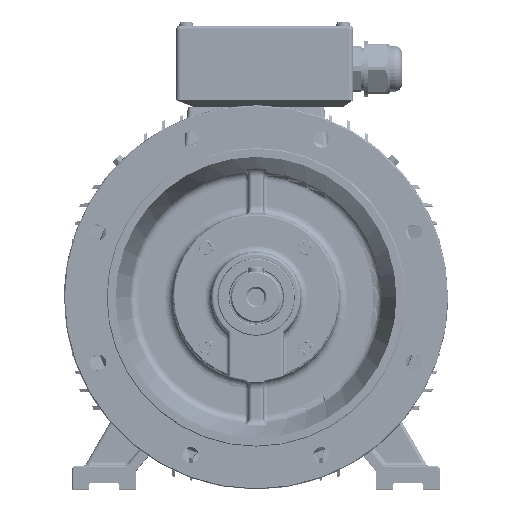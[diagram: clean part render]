
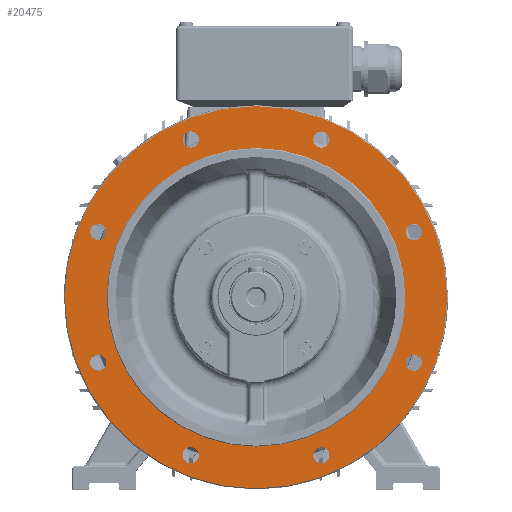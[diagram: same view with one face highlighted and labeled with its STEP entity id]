
A CAD part, top view. The second image highlights one B-rep face of the part: STEP entity #20475.
In plain terms, the highlighted planar face has unit normal (0, 0, 1).
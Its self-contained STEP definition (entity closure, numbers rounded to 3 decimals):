
#13618=FACE_BOUND('',#40746,.T.);
#13619=FACE_BOUND('',#40747,.T.);
#13620=FACE_BOUND('',#40748,.T.);
#13621=FACE_BOUND('',#40749,.T.);
#13622=FACE_BOUND('',#40750,.T.);
#13623=FACE_BOUND('',#40751,.T.);
#13624=FACE_BOUND('',#40752,.T.);
#13625=FACE_BOUND('',#40753,.T.);
#13626=FACE_BOUND('',#40754,.T.);
#13627=FACE_BOUND('',#40755,.T.);
#15696=PLANE('',#168705);
#20475=ADVANCED_FACE('',(#13618,#13619,#13620,#13621,#13622,#13623,#13624,
#13625,#13626,#13627),#15696,.F.);
#40746=EDGE_LOOP('',(#82488,#82489));
#40747=EDGE_LOOP('',(#82490,#82491));
#40748=EDGE_LOOP('',(#82492,#82493));
#40749=EDGE_LOOP('',(#82494,#82495));
#40750=EDGE_LOOP('',(#82496,#82497));
#40751=EDGE_LOOP('',(#82498,#82499));
#40752=EDGE_LOOP('',(#82500,#82501));
#40753=EDGE_LOOP('',(#82502,#82503));
#40754=EDGE_LOOP('',(#82504,#82505));
#40755=EDGE_LOOP('',(#82506,#82507));
#82488=ORIENTED_EDGE('',*,*,#139053,.T.);
#82489=ORIENTED_EDGE('',*,*,#138461,.T.);
#82490=ORIENTED_EDGE('',*,*,#139054,.F.);
#82491=ORIENTED_EDGE('',*,*,#138542,.F.);
#82492=ORIENTED_EDGE('',*,*,#139055,.F.);
#82493=ORIENTED_EDGE('',*,*,#138546,.F.);
#82494=ORIENTED_EDGE('',*,*,#139056,.F.);
#82495=ORIENTED_EDGE('',*,*,#138549,.F.);
#82496=ORIENTED_EDGE('',*,*,#139057,.F.);
#82497=ORIENTED_EDGE('',*,*,#138553,.F.);
#82498=ORIENTED_EDGE('',*,*,#139058,.F.);
#82499=ORIENTED_EDGE('',*,*,#138557,.F.);
#82500=ORIENTED_EDGE('',*,*,#139059,.F.);
#82501=ORIENTED_EDGE('',*,*,#138561,.F.);
#82502=ORIENTED_EDGE('',*,*,#139060,.F.);
#82503=ORIENTED_EDGE('',*,*,#138565,.F.);
#82504=ORIENTED_EDGE('',*,*,#139061,.F.);
#82505=ORIENTED_EDGE('',*,*,#138569,.F.);
#82506=ORIENTED_EDGE('',*,*,#138599,.F.);
#82507=ORIENTED_EDGE('',*,*,#139052,.F.);
#121909=VERTEX_POINT('',#250775);
#121910=VERTEX_POINT('',#250776);
#121988=VERTEX_POINT('',#251180);
#121989=VERTEX_POINT('',#251182);
#121992=VERTEX_POINT('',#251189);
#121993=VERTEX_POINT('',#251191);
#121994=VERTEX_POINT('',#251195);
#121995=VERTEX_POINT('',#251197);
#121998=VERTEX_POINT('',#251204);
#121999=VERTEX_POINT('',#251206);
#122002=VERTEX_POINT('',#251213);
#122003=VERTEX_POINT('',#251215);
#122006=VERTEX_POINT('',#251222);
#122007=VERTEX_POINT('',#251224);
#122010=VERTEX_POINT('',#251231);
#122011=VERTEX_POINT('',#251233);
#122014=VERTEX_POINT('',#251240);
#122015=VERTEX_POINT('',#251242);
#122038=VERTEX_POINT('',#251371);
#122039=VERTEX_POINT('',#251372);
#138461=EDGE_CURVE('',#121909,#121910,#158776,.T.);
#138542=EDGE_CURVE('',#121988,#121989,#158798,.T.);
#138546=EDGE_CURVE('',#121992,#121993,#158800,.T.);
#138549=EDGE_CURVE('',#121994,#121995,#158801,.T.);
#138553=EDGE_CURVE('',#121998,#121999,#158803,.T.);
#138557=EDGE_CURVE('',#122002,#122003,#158805,.T.);
#138561=EDGE_CURVE('',#122006,#122007,#158807,.T.);
#138565=EDGE_CURVE('',#122010,#122011,#158809,.T.);
#138569=EDGE_CURVE('',#122014,#122015,#158811,.T.);
#138599=EDGE_CURVE('',#122038,#122039,#158820,.T.);
#139052=EDGE_CURVE('',#122039,#122038,#158977,.T.);
#139053=EDGE_CURVE('',#121910,#121909,#158978,.T.);
#139054=EDGE_CURVE('',#121989,#121988,#158979,.T.);
#139055=EDGE_CURVE('',#121993,#121992,#158980,.T.);
#139056=EDGE_CURVE('',#121995,#121994,#158981,.T.);
#139057=EDGE_CURVE('',#121999,#121998,#158982,.T.);
#139058=EDGE_CURVE('',#122003,#122002,#158983,.T.);
#139059=EDGE_CURVE('',#122007,#122006,#158984,.T.);
#139060=EDGE_CURVE('',#122011,#122010,#158985,.T.);
#139061=EDGE_CURVE('',#122015,#122014,#158986,.T.);
#158776=CIRCLE('',#168357,224.);
#158798=CIRCLE('',#168398,9.5);
#158800=CIRCLE('',#168401,9.5);
#158801=CIRCLE('',#168403,9.5);
#158803=CIRCLE('',#168406,9.5);
#158805=CIRCLE('',#168409,9.5);
#158807=CIRCLE('',#168412,9.5);
#158809=CIRCLE('',#168415,9.5);
#158811=CIRCLE('',#168418,9.5);
#158820=CIRCLE('',#168433,175.);
#158977=CIRCLE('',#168694,175.);
#158978=CIRCLE('',#168696,224.);
#158979=CIRCLE('',#168697,9.5);
#158980=CIRCLE('',#168698,9.5);
#158981=CIRCLE('',#168699,9.5);
#158982=CIRCLE('',#168700,9.5);
#158983=CIRCLE('',#168701,9.5);
#158984=CIRCLE('',#168702,9.5);
#158985=CIRCLE('',#168703,9.5);
#158986=CIRCLE('',#168704,9.5);
#168357=AXIS2_PLACEMENT_3D('',#250774,#189092,#189093);
#168398=AXIS2_PLACEMENT_3D('',#251181,#189209,#189210);
#168401=AXIS2_PLACEMENT_3D('',#251190,#189217,#189218);
#168403=AXIS2_PLACEMENT_3D('',#251196,#189223,#189224);
#168406=AXIS2_PLACEMENT_3D('',#251205,#189231,#189232);
#168409=AXIS2_PLACEMENT_3D('',#251214,#189239,#189240);
#168412=AXIS2_PLACEMENT_3D('',#251223,#189247,#189248);
#168415=AXIS2_PLACEMENT_3D('',#251232,#189255,#189256);
#168418=AXIS2_PLACEMENT_3D('',#251241,#189263,#189264);
#168433=AXIS2_PLACEMENT_3D('',#251370,#189304,#189305);
#168694=AXIS2_PLACEMENT_3D('',#254087,#189907,#189908);
#168696=AXIS2_PLACEMENT_3D('',#254089,#189911,#189912);
#168697=AXIS2_PLACEMENT_3D('',#254090,#189913,#189914);
#168698=AXIS2_PLACEMENT_3D('',#254091,#189915,#189916);
#168699=AXIS2_PLACEMENT_3D('',#254092,#189917,#189918);
#168700=AXIS2_PLACEMENT_3D('',#254093,#189919,#189920);
#168701=AXIS2_PLACEMENT_3D('',#254094,#189921,#189922);
#168702=AXIS2_PLACEMENT_3D('',#254095,#189923,#189924);
#168703=AXIS2_PLACEMENT_3D('',#254096,#189925,#189926);
#168704=AXIS2_PLACEMENT_3D('',#254097,#189927,#189928);
#168705=AXIS2_PLACEMENT_3D('',#254098,#189929,#189930);
#189092=DIRECTION('',(0.,0.,1.));
#189093=DIRECTION('',(1.,0.,0.));
#189209=DIRECTION('',(0.,0.,1.));
#189210=DIRECTION('',(-0.707,0.707,0.));
#189217=DIRECTION('',(0.,0.,1.));
#189218=DIRECTION('',(0.,1.,0.));
#189223=DIRECTION('',(0.,0.,1.));
#189224=DIRECTION('',(0.707,0.707,0.));
#189231=DIRECTION('',(0.,0.,1.));
#189232=DIRECTION('',(1.,0.,0.));
#189239=DIRECTION('',(0.,0.,1.));
#189240=DIRECTION('',(0.707,-0.707,0.));
#189247=DIRECTION('',(0.,0.,1.));
#189248=DIRECTION('',(0.,-1.,0.));
#189255=DIRECTION('',(0.,0.,1.));
#189256=DIRECTION('',(-0.707,-0.707,0.));
#189263=DIRECTION('',(0.,0.,1.));
#189264=DIRECTION('',(-1.,0.,0.));
#189304=DIRECTION('',(0.,0.,1.));
#189305=DIRECTION('',(-1.,0.,0.));
#189907=DIRECTION('',(0.,0.,1.));
#189908=DIRECTION('',(-1.,0.,0.));
#189911=DIRECTION('',(0.,0.,1.));
#189912=DIRECTION('',(1.,0.,0.));
#189913=DIRECTION('',(0.,0.,1.));
#189914=DIRECTION('',(-0.707,0.707,0.));
#189915=DIRECTION('',(0.,0.,1.));
#189916=DIRECTION('',(0.,1.,0.));
#189917=DIRECTION('',(0.,0.,1.));
#189918=DIRECTION('',(0.707,0.707,0.));
#189919=DIRECTION('',(0.,0.,1.));
#189920=DIRECTION('',(1.,0.,0.));
#189921=DIRECTION('',(0.,0.,1.));
#189922=DIRECTION('',(0.707,-0.707,0.));
#189923=DIRECTION('',(0.,0.,1.));
#189924=DIRECTION('',(0.,-1.,0.));
#189925=DIRECTION('',(0.,0.,1.));
#189926=DIRECTION('',(-0.707,-0.707,0.));
#189927=DIRECTION('',(0.,0.,1.));
#189928=DIRECTION('',(-1.,0.,0.));
#189929=DIRECTION('',(0.,0.,-1.));
#189930=DIRECTION('',(-1.,0.,0.));
#250774=CARTESIAN_POINT('',(255.034,275.49,570.393));
#250775=CARTESIAN_POINT('',(31.034,275.49,570.393));
#250776=CARTESIAN_POINT('',(479.034,275.49,570.393));
#251180=CARTESIAN_POINT('',(187.874,90.592,570.393));
#251181=CARTESIAN_POINT('',(178.374,90.592,570.393));
#251182=CARTESIAN_POINT('',(168.874,90.592,570.393));
#251189=CARTESIAN_POINT('',(79.584,198.954,570.393));
#251190=CARTESIAN_POINT('',(70.084,198.954,570.393));
#251191=CARTESIAN_POINT('',(60.584,198.954,570.393));
#251195=CARTESIAN_POINT('',(79.635,352.15,570.393));
#251196=CARTESIAN_POINT('',(70.135,352.15,570.393));
#251197=CARTESIAN_POINT('',(60.635,352.15,570.393));
#251204=CARTESIAN_POINT('',(187.997,460.44,570.393));
#251205=CARTESIAN_POINT('',(178.497,460.44,570.393));
#251206=CARTESIAN_POINT('',(168.997,460.44,570.393));
#251213=CARTESIAN_POINT('',(341.193,460.389,570.393));
#251214=CARTESIAN_POINT('',(331.693,460.389,570.393));
#251215=CARTESIAN_POINT('',(322.193,460.389,570.393));
#251222=CARTESIAN_POINT('',(449.483,352.027,570.393));
#251223=CARTESIAN_POINT('',(439.983,352.027,570.393));
#251224=CARTESIAN_POINT('',(430.483,352.027,570.393));
#251231=CARTESIAN_POINT('',(449.432,198.831,570.393));
#251232=CARTESIAN_POINT('',(439.932,198.831,570.393));
#251233=CARTESIAN_POINT('',(430.432,198.831,570.393));
#251240=CARTESIAN_POINT('',(341.07,90.541,570.393));
#251241=CARTESIAN_POINT('',(331.57,90.541,570.393));
#251242=CARTESIAN_POINT('',(322.07,90.541,570.393));
#251370=CARTESIAN_POINT('',(255.034,275.49,570.393));
#251371=CARTESIAN_POINT('',(80.034,275.49,570.393));
#251372=CARTESIAN_POINT('',(430.034,275.49,570.393));
#254087=CARTESIAN_POINT('',(255.034,275.49,570.393));
#254089=CARTESIAN_POINT('',(255.034,275.49,570.393));
#254090=CARTESIAN_POINT('',(178.374,90.592,570.393));
#254091=CARTESIAN_POINT('',(70.084,198.954,570.393));
#254092=CARTESIAN_POINT('',(70.135,352.15,570.393));
#254093=CARTESIAN_POINT('',(178.497,460.44,570.393));
#254094=CARTESIAN_POINT('',(331.693,460.389,570.393));
#254095=CARTESIAN_POINT('',(439.983,352.027,570.393));
#254096=CARTESIAN_POINT('',(439.932,198.831,570.393));
#254097=CARTESIAN_POINT('',(331.57,90.541,570.393));
#254098=CARTESIAN_POINT('',(255.034,100.49,570.393));
